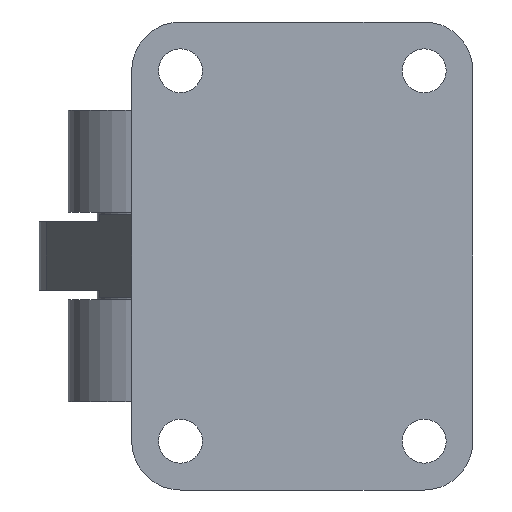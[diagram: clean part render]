
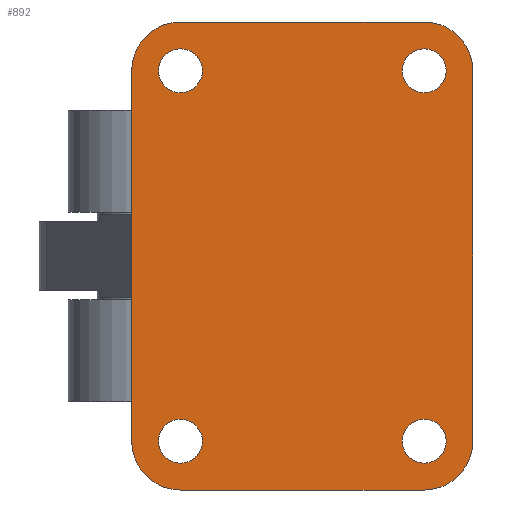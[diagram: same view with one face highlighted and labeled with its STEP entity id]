
A CAD part, front view. The second image highlights one B-rep face of the part: STEP entity #892.
In plain terms, the highlighted planar face has unit normal (0, -1, 0).
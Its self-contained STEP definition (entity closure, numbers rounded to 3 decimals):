
#54=LINE('',#1258,#93);
#58=LINE('',#1267,#97);
#61=LINE('',#1275,#100);
#64=LINE('',#1283,#103);
#93=VECTOR('',#1056,1000.);
#97=VECTOR('',#1066,1000.);
#100=VECTOR('',#1075,1000.);
#103=VECTOR('',#1084,1000.);
#176=ORIENTED_EDGE('',*,*,#309,.T.);
#177=ORIENTED_EDGE('',*,*,#310,.F.);
#178=ORIENTED_EDGE('',*,*,#311,.T.);
#179=ORIENTED_EDGE('',*,*,#312,.F.);
#180=ORIENTED_EDGE('',*,*,#292,.F.);
#181=ORIENTED_EDGE('',*,*,#308,.F.);
#182=ORIENTED_EDGE('',*,*,#306,.F.);
#183=ORIENTED_EDGE('',*,*,#304,.F.);
#184=ORIENTED_EDGE('',*,*,#302,.F.);
#185=ORIENTED_EDGE('',*,*,#300,.F.);
#186=ORIENTED_EDGE('',*,*,#298,.F.);
#187=ORIENTED_EDGE('',*,*,#295,.F.);
#292=EDGE_CURVE('',#367,#368,#411,.T.);
#295=EDGE_CURVE('',#368,#369,#54,.T.);
#298=EDGE_CURVE('',#369,#370,#412,.T.);
#300=EDGE_CURVE('',#370,#371,#58,.T.);
#302=EDGE_CURVE('',#371,#372,#413,.T.);
#304=EDGE_CURVE('',#372,#373,#61,.T.);
#306=EDGE_CURVE('',#373,#374,#414,.T.);
#308=EDGE_CURVE('',#374,#367,#64,.T.);
#309=EDGE_CURVE('',#375,#375,#415,.T.);
#310=EDGE_CURVE('',#376,#376,#416,.T.);
#311=EDGE_CURVE('',#377,#377,#417,.T.);
#312=EDGE_CURVE('',#378,#378,#418,.T.);
#367=VERTEX_POINT('',#1253);
#368=VERTEX_POINT('',#1254);
#369=VERTEX_POINT('',#1259);
#370=VERTEX_POINT('',#1264);
#371=VERTEX_POINT('',#1268);
#372=VERTEX_POINT('',#1272);
#373=VERTEX_POINT('',#1276);
#374=VERTEX_POINT('',#1280);
#375=VERTEX_POINT('',#1286);
#376=VERTEX_POINT('',#1288);
#377=VERTEX_POINT('',#1290);
#378=VERTEX_POINT('',#1292);
#411=CIRCLE('',#942,10.);
#412=CIRCLE('',#945,10.);
#413=CIRCLE('',#948,10.);
#414=CIRCLE('',#951,10.);
#415=CIRCLE('',#954,4.5);
#416=CIRCLE('',#955,4.5);
#417=CIRCLE('',#956,4.5);
#418=CIRCLE('',#957,4.5);
#452=EDGE_LOOP('',(#176));
#453=EDGE_LOOP('',(#177));
#454=EDGE_LOOP('',(#178));
#455=EDGE_LOOP('',(#179));
#456=EDGE_LOOP('',(#180,#181,#182,#183,#184,#185,#186,#187));
#523=FACE_BOUND('',#452,.T.);
#524=FACE_BOUND('',#453,.T.);
#525=FACE_BOUND('',#454,.T.);
#526=FACE_BOUND('',#455,.T.);
#527=FACE_BOUND('',#456,.T.);
#584=PLANE('',#953);
#892=ADVANCED_FACE('',(#523,#524,#525,#526,#527),#584,.F.);
#942=AXIS2_PLACEMENT_3D('',#1252,#1050,#1051);
#945=AXIS2_PLACEMENT_3D('',#1263,#1061,#1062);
#948=AXIS2_PLACEMENT_3D('',#1271,#1070,#1071);
#951=AXIS2_PLACEMENT_3D('',#1279,#1079,#1080);
#953=AXIS2_PLACEMENT_3D('',#1284,#1085,#1086);
#954=AXIS2_PLACEMENT_3D('',#1285,#1087,#1088);
#955=AXIS2_PLACEMENT_3D('',#1287,#1089,#1090);
#956=AXIS2_PLACEMENT_3D('',#1289,#1091,#1092);
#957=AXIS2_PLACEMENT_3D('',#1291,#1093,#1094);
#1050=DIRECTION('',(0.,1.,0.));
#1051=DIRECTION('',(1.,0.,0.));
#1056=DIRECTION('',(0.,0.,1.));
#1061=DIRECTION('',(0.,1.,0.));
#1062=DIRECTION('',(1.,0.,0.));
#1066=DIRECTION('',(1.,0.,0.));
#1070=DIRECTION('',(0.,1.,0.));
#1071=DIRECTION('',(1.,0.,0.));
#1075=DIRECTION('',(0.,0.,-1.));
#1079=DIRECTION('',(0.,1.,0.));
#1080=DIRECTION('',(1.,0.,0.));
#1084=DIRECTION('',(-1.,0.,0.));
#1085=DIRECTION('',(0.,1.,0.));
#1086=DIRECTION('',(0.,0.,1.));
#1087=DIRECTION('',(0.,1.,0.));
#1088=DIRECTION('',(0.,0.,1.));
#1089=DIRECTION('',(0.,-1.,0.));
#1090=DIRECTION('',(0.,0.,-1.));
#1091=DIRECTION('',(0.,1.,0.));
#1092=DIRECTION('',(0.,0.,1.));
#1093=DIRECTION('',(0.,-1.,0.));
#1094=DIRECTION('',(0.,0.,-1.));
#1252=CARTESIAN_POINT('',(-25.,0.,-38.));
#1253=CARTESIAN_POINT('',(-25.,0.,-48.));
#1254=CARTESIAN_POINT('',(-35.,0.,-38.));
#1258=CARTESIAN_POINT('',(-35.,0.,-38.));
#1259=CARTESIAN_POINT('',(-35.,0.,38.));
#1263=CARTESIAN_POINT('',(-25.,0.,38.));
#1264=CARTESIAN_POINT('',(-25.,0.,48.));
#1267=CARTESIAN_POINT('',(-25.,0.,48.));
#1268=CARTESIAN_POINT('',(25.,0.,48.));
#1271=CARTESIAN_POINT('',(25.,0.,38.));
#1272=CARTESIAN_POINT('',(35.,0.,38.));
#1275=CARTESIAN_POINT('',(35.,0.,38.));
#1276=CARTESIAN_POINT('',(35.,0.,-38.));
#1279=CARTESIAN_POINT('',(25.,0.,-38.));
#1280=CARTESIAN_POINT('',(25.,0.,-48.));
#1283=CARTESIAN_POINT('',(25.,0.,-48.));
#1284=CARTESIAN_POINT('',(-25.,0.,-38.));
#1285=CARTESIAN_POINT('',(-25.,0.,38.));
#1286=CARTESIAN_POINT('',(-25.,0.,42.5));
#1287=CARTESIAN_POINT('',(-25.,0.,-38.));
#1288=CARTESIAN_POINT('',(-25.,0.,-42.5));
#1289=CARTESIAN_POINT('',(25.,0.,38.));
#1290=CARTESIAN_POINT('',(25.,0.,42.5));
#1291=CARTESIAN_POINT('',(25.,0.,-38.));
#1292=CARTESIAN_POINT('',(25.,0.,-42.5));
